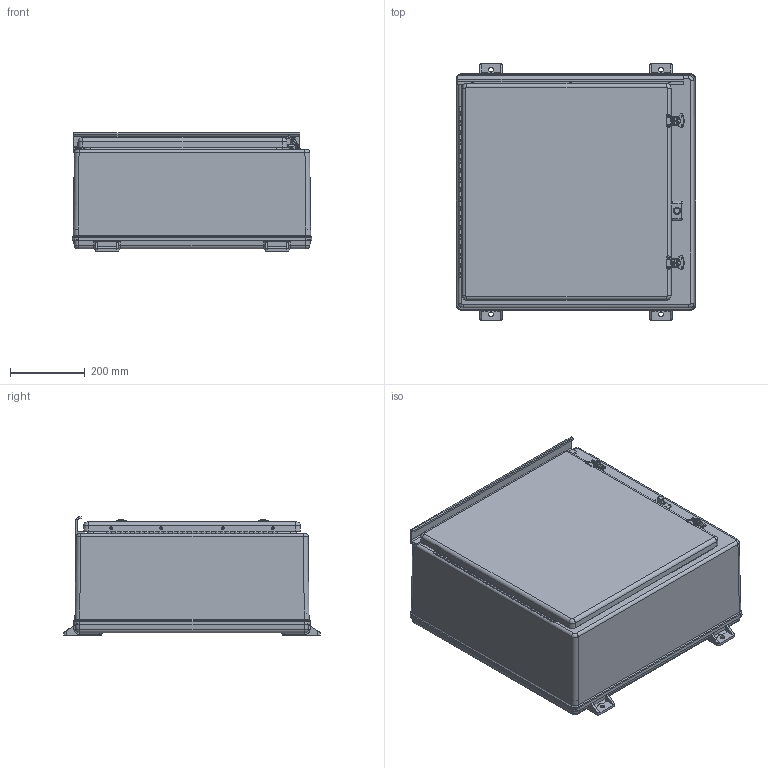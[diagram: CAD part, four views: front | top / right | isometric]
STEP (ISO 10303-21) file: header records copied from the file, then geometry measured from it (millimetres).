
FILE_DESCRIPTION (( 'STEP AP214' ), '1' );
FILE_NAME ('T242410RT.STEP', '2018-11-08T13:23:09', ( '' ), ( '' ), 'SwSTEP 2.0', 'SolidWorks 2018', '' );
FILE_SCHEMA (( 'AUTOMOTIVE_DESIGN' ));
Length unit declared in the file: inch
Products named in the file (1): T242410RT
Bounding box: 641.35 x 685.8 x 315.9 mm (x, y, z)
Volume: 8460611.9 mm3; surface area: 3519690.2 mm2
Topology: 42 solids, 42 shells, 1171 faces, 2828 edges, 1750 vertices
Faces by surface type: cylinder 460, plane 451, bspline 185, cone 40, torus 35
Full cylindrical faces by diameter (mm): 1.588 x8, 1.651 x11, 3.175 x37, 3.302 x45, 3.429 x4, 3.5 x4, 3.556 x8, 3.683 x2, 3.969 x4, 4.762 x4, 5.08 x4, 5.105 x1, 5.11 x1, 6.35 x1, 7.137 x6, 7.544 x11, 8.64 x2, 10.312 x1, 12.954 x2, 12.959 x2, 14.3 x4
Entity records: 58326 total; most frequent: CARTESIAN_POINT 16908, ORIENTED_EDGE 5106, DIRECTION 5030, EDGE_CURVE 2553, AXIS2_PLACEMENT_3D 1881, VERTEX_POINT 1719, EDGE_LOOP 1658, FACE_OUTER_BOUND 1377
